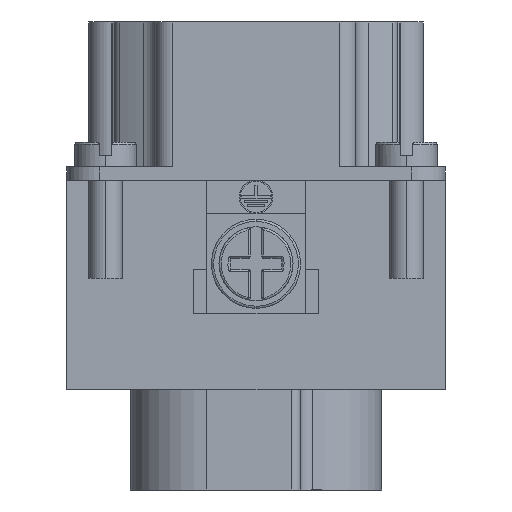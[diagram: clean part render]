
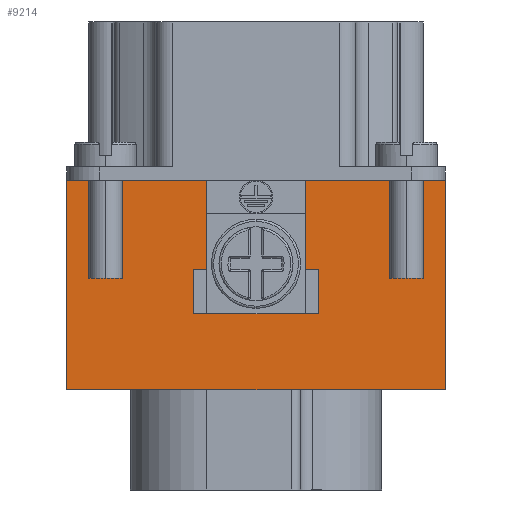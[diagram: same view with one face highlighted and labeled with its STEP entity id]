
A CAD part, left-side view. The second image highlights one B-rep face of the part: STEP entity #9214.
In plain terms, the highlighted planar face has unit normal (-1, 0, 0).
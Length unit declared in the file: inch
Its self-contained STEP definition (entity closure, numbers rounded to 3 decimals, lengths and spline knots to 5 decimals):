
#435 = ORIENTED_EDGE ( 'NONE', *, *, #9345, .T. ) ;
#1009 = DIRECTION ( 'NONE',  ( 0., 1., 0. ) ) ;
#1349 = VERTEX_POINT ( 'NONE', #41281 ) ;
#1797 = LINE ( 'NONE', #21314, #39319 ) ;
#3170 = EDGE_CURVE ( 'NONE', #32977, #38724, #26650, .T. ) ;
#3709 = VERTEX_POINT ( 'NONE', #41517 ) ;
#3812 = DIRECTION ( 'NONE',  ( 0., -1., 0. ) ) ;
#3906 = ORIENTED_EDGE ( 'NONE', *, *, #3170, .T. ) ;
#4290 = ORIENTED_EDGE ( 'NONE', *, *, #32958, .T. ) ;
#4316 = CARTESIAN_POINT ( 'NONE',  ( -1.77165, 0.17323, -0.40157 ) ) ;
#4984 = CARTESIAN_POINT ( 'NONE',  ( -1.77165, -0.66929, -0.40157 ) ) ;
#5862 = DIRECTION ( 'NONE',  ( 0., 0., -1. ) ) ;
#5963 = CARTESIAN_POINT ( 'NONE',  ( -1.77165, 0.17323, -0.71654 ) ) ;
#6802 = PLANE ( 'NONE',  #8039 ) ;
#7047 = CARTESIAN_POINT ( 'NONE',  ( -1.77165, 0.66929, -0.40157 ) ) ;
#7179 = VERTEX_POINT ( 'NONE', #20452 ) ;
#7723 = VERTEX_POINT ( 'NONE', #29460 ) ;
#8039 = AXIS2_PLACEMENT_3D ( 'NONE', #10058, #39574, #9842 ) ;
#8446 = EDGE_CURVE ( 'NONE', #12725, #7179, #33525, .T. ) ;
#8670 = ORIENTED_EDGE ( 'NONE', *, *, #17353, .T. ) ;
#9214 = ADVANCED_FACE ( 'NONE', ( #26541 ), #6802, .T. ) ;
#9345 = EDGE_CURVE ( 'NONE', #1349, #7723, #24156, .T. ) ;
#9842 = DIRECTION ( 'NONE',  ( 0., 0., 1. ) ) ;
#10032 = VECTOR ( 'NONE', #35359, 39.37008 ) ;
#10058 = CARTESIAN_POINT ( 'NONE',  ( -1.77165, 0.66929, -1.14173 ) ) ;
#10142 = LINE ( 'NONE', #23367, #40908 ) ;
#10171 = DIRECTION ( 'NONE',  ( 0., 1., 0. ) ) ;
#10209 = VECTOR ( 'NONE', #40914, 39.37008 ) ;
#10344 = CARTESIAN_POINT ( 'NONE',  ( -1.77165, 0.66929, -0.40157 ) ) ;
#11658 = EDGE_CURVE ( 'NONE', #35066, #25589, #26000, .T. ) ;
#12725 = VERTEX_POINT ( 'NONE', #42935 ) ;
#13011 = ORIENTED_EDGE ( 'NONE', *, *, #21344, .T. ) ;
#14933 = CARTESIAN_POINT ( 'NONE',  ( -1.77165, -0.17323, -1.14173 ) ) ;
#15835 = VERTEX_POINT ( 'NONE', #5963 ) ;
#16696 = VECTOR ( 'NONE', #42521, 39.37008 ) ;
#17055 = CARTESIAN_POINT ( 'NONE',  ( -1.77165, 0.17323, -0.71654 ) ) ;
#17353 = EDGE_CURVE ( 'NONE', #24238, #40470, #17507, .T. ) ;
#17507 = LINE ( 'NONE', #10344, #33675 ) ;
#18911 = DIRECTION ( 'NONE',  ( 0., 1., 0. ) ) ;
#19307 = LINE ( 'NONE', #26241, #16696 ) ;
#19479 = CARTESIAN_POINT ( 'NONE',  ( -1.77165, -0.22047, -0.71654 ) ) ;
#20303 = VECTOR ( 'NONE', #10171, 39.37008 ) ;
#20452 = CARTESIAN_POINT ( 'NONE',  ( -1.77165, -0.66929, -1.14173 ) ) ;
#20587 = EDGE_CURVE ( 'NONE', #25589, #3709, #35587, .T. ) ;
#20658 = VECTOR ( 'NONE', #34055, 39.37008 ) ;
#20821 = LINE ( 'NONE', #4984, #20658 ) ;
#20898 = CARTESIAN_POINT ( 'NONE',  ( -1.77165, -0.17323, -0.71654 ) ) ;
#21314 = CARTESIAN_POINT ( 'NONE',  ( -1.77165, 0.66929, -0.87402 ) ) ;
#21344 = EDGE_CURVE ( 'NONE', #7179, #32977, #20821, .T. ) ;
#21438 = LINE ( 'NONE', #14933, #27056 ) ;
#22571 = VECTOR ( 'NONE', #40439, 39.37008 ) ;
#22744 = CARTESIAN_POINT ( 'NONE',  ( -1.77165, -0.17323, -0.71654 ) ) ;
#23367 = CARTESIAN_POINT ( 'NONE',  ( -1.77165, 0.66929, -0.40157 ) ) ;
#23801 = DIRECTION ( 'NONE',  ( 0., 0., -1. ) ) ;
#24055 = VECTOR ( 'NONE', #5862, 39.37008 ) ;
#24156 = LINE ( 'NONE', #34137, #22571 ) ;
#24238 = VERTEX_POINT ( 'NONE', #4316 ) ;
#24325 = EDGE_CURVE ( 'NONE', #38724, #35066, #21438, .T. ) ;
#24640 = VECTOR ( 'NONE', #3812, 39.37008 ) ;
#24843 = ORIENTED_EDGE ( 'NONE', *, *, #8446, .T. ) ;
#25064 = ORIENTED_EDGE ( 'NONE', *, *, #27639, .T. ) ;
#25301 = EDGE_CURVE ( 'NONE', #15835, #24238, #19307, .T. ) ;
#25589 = VERTEX_POINT ( 'NONE', #19479 ) ;
#26000 = LINE ( 'NONE', #22744, #10032 ) ;
#26241 = CARTESIAN_POINT ( 'NONE',  ( -1.77165, 0.17323, -1.14173 ) ) ;
#26541 = FACE_OUTER_BOUND ( 'NONE', #28449, .T. ) ;
#26650 = LINE ( 'NONE', #39902, #20303 ) ;
#27056 = VECTOR ( 'NONE', #34685, 39.37008 ) ;
#27291 = EDGE_CURVE ( 'NONE', #15835, #7723, #37218, .T. ) ;
#27459 = CARTESIAN_POINT ( 'NONE',  ( -1.77165, 0., -1.14173 ) ) ;
#27639 = EDGE_CURVE ( 'NONE', #3709, #1349, #1797, .T. ) ;
#28449 = EDGE_LOOP ( 'NONE', ( #435, #29063, #29504, #8670, #4290, #24843, #13011, #3906, #41169, #42906, #29186, #25064 ) ) ;
#29063 = ORIENTED_EDGE ( 'NONE', *, *, #27291, .F. ) ;
#29186 = ORIENTED_EDGE ( 'NONE', *, *, #20587, .T. ) ;
#29460 = CARTESIAN_POINT ( 'NONE',  ( -1.77165, 0.22047, -0.71654 ) ) ;
#29504 = ORIENTED_EDGE ( 'NONE', *, *, #25301, .T. ) ;
#32958 = EDGE_CURVE ( 'NONE', #40470, #12725, #10142, .T. ) ;
#32977 = VERTEX_POINT ( 'NONE', #33353 ) ;
#33353 = CARTESIAN_POINT ( 'NONE',  ( -1.77165, -0.66929, -0.40157 ) ) ;
#33525 = LINE ( 'NONE', #27459, #24640 ) ;
#33675 = VECTOR ( 'NONE', #1009, 39.37008 ) ;
#34055 = DIRECTION ( 'NONE',  ( 0., 0., 1. ) ) ;
#34137 = CARTESIAN_POINT ( 'NONE',  ( -1.77165, 0.22047, -1.14173 ) ) ;
#34685 = DIRECTION ( 'NONE',  ( 0., 0., -1. ) ) ;
#35066 = VERTEX_POINT ( 'NONE', #20898 ) ;
#35359 = DIRECTION ( 'NONE',  ( 0., -1., 0. ) ) ;
#35587 = LINE ( 'NONE', #41688, #24055 ) ;
#37218 = LINE ( 'NONE', #17055, #10209 ) ;
#38724 = VERTEX_POINT ( 'NONE', #40340 ) ;
#39319 = VECTOR ( 'NONE', #18911, 39.37008 ) ;
#39574 = DIRECTION ( 'NONE',  ( -1., 0., 0. ) ) ;
#39902 = CARTESIAN_POINT ( 'NONE',  ( -1.77165, 0.66929, -0.40157 ) ) ;
#40340 = CARTESIAN_POINT ( 'NONE',  ( -1.77165, -0.17323, -0.40157 ) ) ;
#40439 = DIRECTION ( 'NONE',  ( 0., 0., 1. ) ) ;
#40470 = VERTEX_POINT ( 'NONE', #7047 ) ;
#40908 = VECTOR ( 'NONE', #23801, 39.37008 ) ;
#40914 = DIRECTION ( 'NONE',  ( 0., 1., 0. ) ) ;
#41169 = ORIENTED_EDGE ( 'NONE', *, *, #24325, .T. ) ;
#41281 = CARTESIAN_POINT ( 'NONE',  ( -1.77165, 0.22047, -0.87402 ) ) ;
#41517 = CARTESIAN_POINT ( 'NONE',  ( -1.77165, -0.22047, -0.87402 ) ) ;
#41688 = CARTESIAN_POINT ( 'NONE',  ( -1.77165, -0.22047, -1.14173 ) ) ;
#42521 = DIRECTION ( 'NONE',  ( 0., 0., 1. ) ) ;
#42906 = ORIENTED_EDGE ( 'NONE', *, *, #11658, .T. ) ;
#42935 = CARTESIAN_POINT ( 'NONE',  ( -1.77165, 0.66929, -1.14173 ) ) ;
